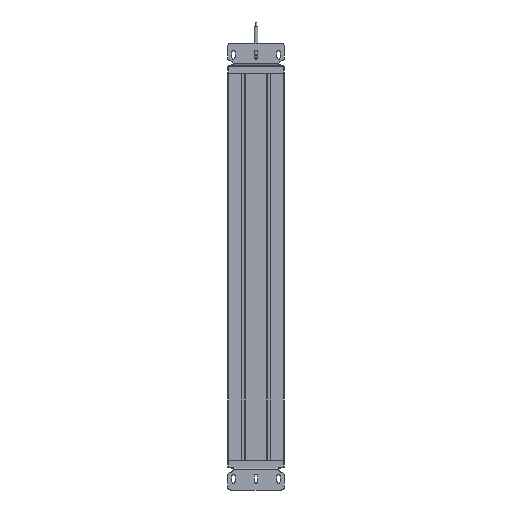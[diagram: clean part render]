
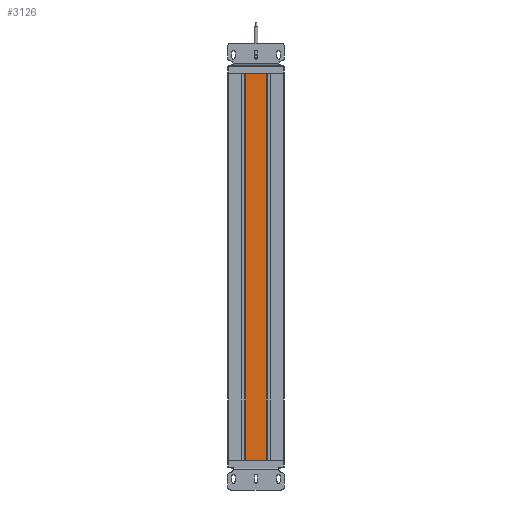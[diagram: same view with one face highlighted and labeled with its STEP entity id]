
A CAD part, front view. The second image highlights one B-rep face of the part: STEP entity #3126.
In plain terms, the highlighted planar face has unit normal (0, -1, 0).
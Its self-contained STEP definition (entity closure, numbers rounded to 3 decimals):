
#3126 = ADVANCED_FACE ( 'NONE', ( #27031 ), #21536, .T. ) ;
#4356 = CARTESIAN_POINT ( 'NONE',  ( -69.451, 11., -13. ) ) ;
#5275 = EDGE_CURVE ( 'NONE', #9848, #7725, #13711, .T. ) ;
#5887 = DIRECTION ( 'NONE',  ( -1., 0., 0. ) ) ;
#7057 = EDGE_CURVE ( 'NONE', #10002, #7725, #17052, .T. ) ;
#7182 = VECTOR ( 'NONE', #5887, 1000. ) ;
#7725 = VERTEX_POINT ( 'NONE', #4356 ) ;
#9848 = VERTEX_POINT ( 'NONE', #33974 ) ;
#10002 = VERTEX_POINT ( 'NONE', #32650 ) ;
#10541 = CARTESIAN_POINT ( 'NONE',  ( -69.45, 11., -312.5 ) ) ;
#10859 = CARTESIAN_POINT ( 'NONE',  ( -30.549, 11., -699.5 ) ) ;
#12666 = VERTEX_POINT ( 'NONE', #10859 ) ;
#13711 = LINE ( 'NONE', #19413, #14676 ) ;
#13804 = VECTOR ( 'NONE', #13879, 1000. ) ;
#13879 = DIRECTION ( 'NONE',  ( 0., 0., 1. ) ) ;
#14676 = VECTOR ( 'NONE', #19583, 1000. ) ;
#15086 = AXIS2_PLACEMENT_3D ( 'NONE', #10541, #19135, #30312 ) ;
#16592 = LINE ( 'NONE', #33611, #16775 ) ;
#16605 = ORIENTED_EDGE ( 'NONE', *, *, #27782, .T. ) ;
#16626 = LINE ( 'NONE', #17184, #13804 ) ;
#16775 = VECTOR ( 'NONE', #27777, 1000. ) ;
#17052 = LINE ( 'NONE', #36088, #7182 ) ;
#17184 = CARTESIAN_POINT ( 'NONE',  ( -30.549, 11., -312.5 ) ) ;
#19135 = DIRECTION ( 'NONE',  ( 0., -1., 0. ) ) ;
#19413 = CARTESIAN_POINT ( 'NONE',  ( -69.451, 11., -312.5 ) ) ;
#19583 = DIRECTION ( 'NONE',  ( 0., 0., 1. ) ) ;
#19841 = ORIENTED_EDGE ( 'NONE', *, *, #7057, .T. ) ;
#21536 = PLANE ( 'NONE',  #15086 ) ;
#26097 = EDGE_CURVE ( 'NONE', #12666, #10002, #16626, .T. ) ;
#27031 = FACE_OUTER_BOUND ( 'NONE', #29577, .T. ) ;
#27777 = DIRECTION ( 'NONE',  ( 1., 0., 0. ) ) ;
#27782 = EDGE_CURVE ( 'NONE', #9848, #12666, #16592, .T. ) ;
#29577 = EDGE_LOOP ( 'NONE', ( #29692, #16605, #33458, #19841 ) ) ;
#29692 = ORIENTED_EDGE ( 'NONE', *, *, #5275, .F. ) ;
#30312 = DIRECTION ( 'NONE',  ( -1., 0., 0. ) ) ;
#32650 = CARTESIAN_POINT ( 'NONE',  ( -30.549, 11., -13. ) ) ;
#33458 = ORIENTED_EDGE ( 'NONE', *, *, #26097, .T. ) ;
#33611 = CARTESIAN_POINT ( 'NONE',  ( -69.451, 11., -699.5 ) ) ;
#33974 = CARTESIAN_POINT ( 'NONE',  ( -69.451, 11., -699.5 ) ) ;
#36088 = CARTESIAN_POINT ( 'NONE',  ( -69.451, 11., -13. ) ) ;
